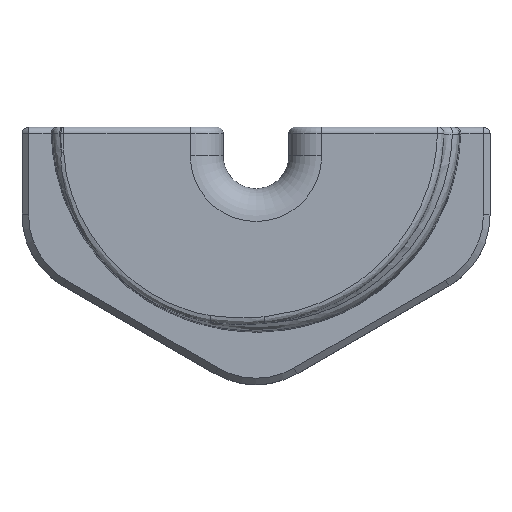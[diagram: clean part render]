
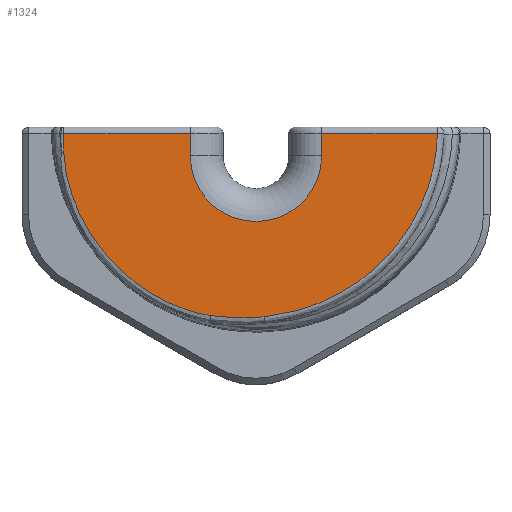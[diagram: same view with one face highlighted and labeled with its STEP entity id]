
A CAD part, top view. The second image highlights one B-rep face of the part: STEP entity #1324.
In plain terms, the highlighted planar face has unit normal (0, 0, 1).
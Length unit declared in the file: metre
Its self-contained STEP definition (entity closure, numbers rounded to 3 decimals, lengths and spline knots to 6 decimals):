
#76=B_SPLINE_CURVE_WITH_KNOTS('',3,(#2022,#2023,#2024,#2025),
 .UNSPECIFIED.,.F.,.F.,(4,4),(0.018112,0.019227),
 .UNSPECIFIED.);
#77=B_SPLINE_CURVE_WITH_KNOTS('',3,(#2027,#2028,#2029,#2030,#2031,#2032,
#2033,#2034),.UNSPECIFIED.,.F.,.F.,(4,1,1,1,1,4),(0.,
0.003637,0.007275,0.010912,0.012731,
0.01455),.UNSPECIFIED.);
#78=B_SPLINE_CURVE_WITH_KNOTS('',3,(#2036,#2037,#2038,#2039),
 .UNSPECIFIED.,.F.,.F.,(4,4),(0.,0.003234),.UNSPECIFIED.);
#79=B_SPLINE_CURVE_WITH_KNOTS('',3,(#2041,#2042,#2043,#2044,#2045,#2046,
#2047),.UNSPECIFIED.,.F.,.F.,(4,1,1,1,4),(0.,0.004226,0.008452,
0.012678,0.016904),.UNSPECIFIED.);
#154=CIRCLE('',#1445,0.004);
#251=ORIENTED_EDGE('',*,*,#664,.T.);
#252=ORIENTED_EDGE('',*,*,#665,.T.);
#253=ORIENTED_EDGE('',*,*,#666,.T.);
#254=ORIENTED_EDGE('',*,*,#667,.T.);
#255=ORIENTED_EDGE('',*,*,#668,.T.);
#256=ORIENTED_EDGE('',*,*,#669,.T.);
#257=ORIENTED_EDGE('',*,*,#670,.T.);
#258=ORIENTED_EDGE('',*,*,#671,.T.);
#259=ORIENTED_EDGE('',*,*,#672,.T.);
#664=EDGE_CURVE('',#870,#871,#968,.F.);
#665=EDGE_CURVE('',#871,#872,#969,.T.);
#666=EDGE_CURVE('',#872,#873,#76,.T.);
#667=EDGE_CURVE('',#873,#874,#77,.T.);
#668=EDGE_CURVE('',#874,#875,#78,.T.);
#669=EDGE_CURVE('',#875,#876,#79,.T.);
#670=EDGE_CURVE('',#876,#877,#970,.T.);
#671=EDGE_CURVE('',#877,#878,#971,.F.);
#672=EDGE_CURVE('',#878,#870,#154,.F.);
#870=VERTEX_POINT('',#2018);
#871=VERTEX_POINT('',#2019);
#872=VERTEX_POINT('',#2021);
#873=VERTEX_POINT('',#2026);
#874=VERTEX_POINT('',#2035);
#875=VERTEX_POINT('',#2040);
#876=VERTEX_POINT('',#2048);
#877=VERTEX_POINT('',#2050);
#878=VERTEX_POINT('',#2052);
#968=LINE('',#2017,#1050);
#969=LINE('',#2020,#1051);
#970=LINE('',#2049,#1052);
#971=LINE('',#2051,#1053);
#1050=VECTOR('',#1626,1.);
#1051=VECTOR('',#1627,1.);
#1052=VECTOR('',#1628,1.);
#1053=VECTOR('',#1629,1.);
#1113=EDGE_LOOP('',(#251,#252,#253,#254,#255,#256,#257,#258,#259));
#1206=FACE_BOUND('',#1113,.T.);
#1298=PLANE('',#1444);
#1324=ADVANCED_FACE('',(#1206),#1298,.T.);
#1444=AXIS2_PLACEMENT_3D('',#2016,#1624,#1625);
#1445=AXIS2_PLACEMENT_3D('',#2053,#1630,#1631);
#1624=DIRECTION('',(0.,0.,1.));
#1625=DIRECTION('',(0.866,-0.5,0.));
#1626=DIRECTION('',(0.,-1.,0.));
#1627=DIRECTION('',(-1.,0.,0.));
#1628=DIRECTION('',(-1.,0.,0.));
#1629=DIRECTION('',(0.,1.,0.));
#1630=DIRECTION('',(0.,0.,1.));
#1631=DIRECTION('',(0.866,-0.5,0.));
#2016=CARTESIAN_POINT('',(0.,0.,0.013));
#2017=CARTESIAN_POINT('',(-0.004,0.00175,0.013));
#2018=CARTESIAN_POINT('',(-0.004,-0.00175,0.013));
#2019=CARTESIAN_POINT('',(-0.004,-0.0004,0.013));
#2020=CARTESIAN_POINT('',(0.,-0.0004,0.013));
#2021=CARTESIAN_POINT('',(-0.011702,-0.0004,0.013));
#2022=CARTESIAN_POINT('',(-0.011702,-0.0004,0.013));
#2023=CARTESIAN_POINT('',(-0.011719,-0.000774,0.013));
#2024=CARTESIAN_POINT('',(-0.011721,-0.001148,0.013));
#2025=CARTESIAN_POINT('',(-0.011709,-0.001522,0.013));
#2026=CARTESIAN_POINT('',(-0.011709,-0.001522,0.013));
#2027=CARTESIAN_POINT('',(-0.011709,-0.001522,0.013));
#2028=CARTESIAN_POINT('',(-0.011672,-0.002735,0.013));
#2029=CARTESIAN_POINT('',(-0.011026,-0.005106,0.013));
#2030=CARTESIAN_POINT('',(-0.00906,-0.008161,0.013));
#2031=CARTESIAN_POINT('',(-0.006691,-0.01007,0.013));
#2032=CARTESIAN_POINT('',(-0.004507,-0.011083,0.013));
#2033=CARTESIAN_POINT('',(-0.003339,-0.011404,0.013));
#2034=CARTESIAN_POINT('',(-0.002737,-0.011486,0.013));
#2035=CARTESIAN_POINT('',(-0.002737,-0.011486,0.013));
#2036=CARTESIAN_POINT('',(-0.002737,-0.011486,0.013));
#2037=CARTESIAN_POINT('',(-0.001669,-0.011632,0.013));
#2038=CARTESIAN_POINT('',(-0.000585,-0.011663,0.013));
#2039=CARTESIAN_POINT('',(0.000488,-0.011555,0.013));
#2040=CARTESIAN_POINT('',(0.000488,-0.011555,0.013));
#2041=CARTESIAN_POINT('',(0.000488,-0.011555,0.013));
#2042=CARTESIAN_POINT('',(0.001892,-0.011413,0.013));
#2043=CARTESIAN_POINT('',(0.00462,-0.010652,0.013));
#2044=CARTESIAN_POINT('',(0.008079,-0.008156,0.013));
#2045=CARTESIAN_POINT('',(0.010416,-0.004579,0.013));
#2046=CARTESIAN_POINT('',(0.011012,-0.001811,0.013));
#2047=CARTESIAN_POINT('',(0.011045,-0.0004,0.013));
#2048=CARTESIAN_POINT('',(0.011045,-0.0004,0.013));
#2049=CARTESIAN_POINT('',(0.,-0.0004,0.013));
#2050=CARTESIAN_POINT('',(0.004,-0.0004,0.013));
#2051=CARTESIAN_POINT('',(0.004,-0.00175,0.013));
#2052=CARTESIAN_POINT('',(0.004,-0.00175,0.013));
#2053=CARTESIAN_POINT('',(0.,-0.00175,0.013));
